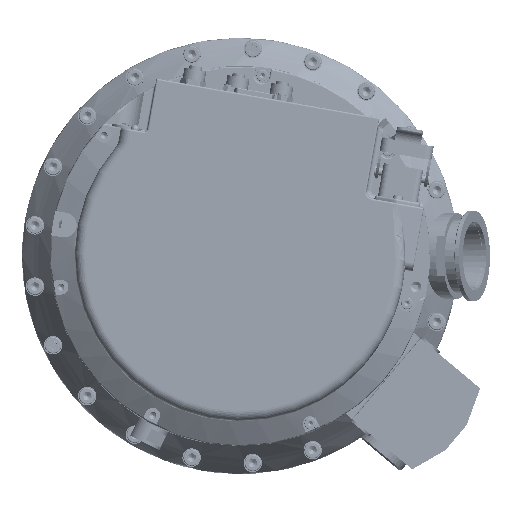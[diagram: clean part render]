
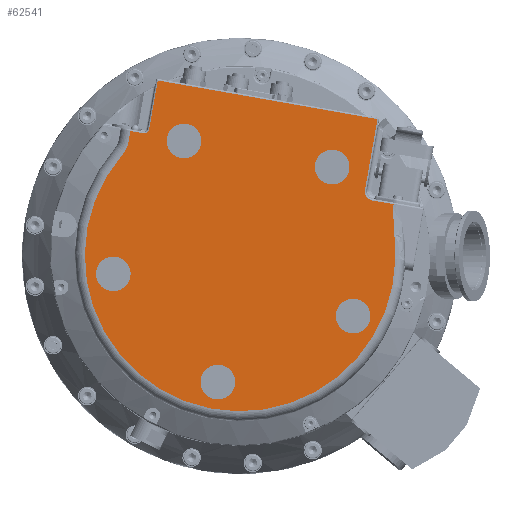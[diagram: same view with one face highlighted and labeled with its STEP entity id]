
A CAD part, front view. The second image highlights one B-rep face of the part: STEP entity #62541.
In plain terms, the highlighted planar face has unit normal (0, -1, 0).
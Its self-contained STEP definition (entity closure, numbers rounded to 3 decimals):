
#793=FACE_BOUND('',#7215,.T.);
#794=FACE_BOUND('',#7216,.T.);
#795=FACE_BOUND('',#7217,.T.);
#796=FACE_BOUND('',#7218,.T.);
#797=FACE_BOUND('',#7219,.T.);
#3509=FACE_OUTER_BOUND('',#7214,.T.);
#7214=EDGE_LOOP('',(#41386,#41387,#41388,#41389,#41390,#41391,#41392,#41393,
#41394,#41395,#41396));
#7215=EDGE_LOOP('',(#41397));
#7216=EDGE_LOOP('',(#41398));
#7217=EDGE_LOOP('',(#41399));
#7218=EDGE_LOOP('',(#41400));
#7219=EDGE_LOOP('',(#41401));
#11197=B_SPLINE_CURVE_WITH_KNOTS('',3,(#98158,#98159,#98160,#98161,#98162,
#98163,#98164,#98165,#98166,#98167),.UNSPECIFIED.,.F.,.F.,(4,2,2,2,4),(0.,
0.5,0.75,0.875,1.),.UNSPECIFIED.);
#12887=LINE('',#97650,#17219);
#12913=LINE('',#98093,#17245);
#12918=LINE('',#98183,#17250);
#12919=LINE('',#98192,#17251);
#13004=LINE('',#99151,#17336);
#13005=LINE('',#99160,#17337);
#17219=VECTOR('',#73850,135.);
#17245=VECTOR('',#73956,6.699);
#17250=VECTOR('',#73985,8.);
#17251=VECTOR('',#73998,30.);
#17336=VECTOR('',#74415,43.5);
#17337=VECTOR('',#74428,13.07);
#21507=CIRCLE('',#66616,16.);
#21510=CIRCLE('',#66620,94.);
#21515=CIRCLE('',#66630,3.);
#21541=CIRCLE('',#66676,10.5);
#21543=CIRCLE('',#66680,10.5);
#21545=CIRCLE('',#66684,10.5);
#21547=CIRCLE('',#66688,10.5);
#21551=CIRCLE('',#66696,10.5);
#21604=CIRCLE('',#66802,5.5);
#24822=VERTEX_POINT('',#97643);
#24824=VERTEX_POINT('',#97648);
#24862=VERTEX_POINT('',#98082);
#24866=VERTEX_POINT('',#98091);
#24868=VERTEX_POINT('',#98097);
#24870=VERTEX_POINT('',#98103);
#24871=VERTEX_POINT('',#98149);
#24876=VERTEX_POINT('',#98182);
#24877=VERTEX_POINT('',#98186);
#24909=VERTEX_POINT('',#98508);
#24911=VERTEX_POINT('',#98515);
#24913=VERTEX_POINT('',#98522);
#24915=VERTEX_POINT('',#98529);
#24919=VERTEX_POINT('',#98543);
#24992=VERTEX_POINT('',#99150);
#24993=VERTEX_POINT('',#99154);
#31061=EDGE_CURVE('',#24822,#24824,#12887,.T.);
#31120=EDGE_CURVE('',#24862,#24866,#12913,.T.);
#31123=EDGE_CURVE('',#24866,#24868,#21507,.T.);
#31126=EDGE_CURVE('',#24868,#24870,#21510,.T.);
#31129=EDGE_CURVE('',#24870,#24871,#11197,.T.);
#31136=EDGE_CURVE('',#24876,#24862,#12918,.T.);
#31140=EDGE_CURVE('',#24877,#24876,#21515,.T.);
#31141=EDGE_CURVE('',#24824,#24877,#12919,.T.);
#31195=EDGE_CURVE('',#24909,#24909,#21541,.T.);
#31198=EDGE_CURVE('',#24911,#24911,#21543,.T.);
#31201=EDGE_CURVE('',#24913,#24913,#21545,.T.);
#31204=EDGE_CURVE('',#24915,#24915,#21547,.T.);
#31210=EDGE_CURVE('',#24919,#24919,#21551,.T.);
#31338=EDGE_CURVE('',#24992,#24822,#13004,.T.);
#31342=EDGE_CURVE('',#24993,#24992,#21604,.T.);
#31343=EDGE_CURVE('',#24871,#24993,#13005,.T.);
#41386=ORIENTED_EDGE('',*,*,#31338,.T.);
#41387=ORIENTED_EDGE('',*,*,#31061,.T.);
#41388=ORIENTED_EDGE('',*,*,#31141,.T.);
#41389=ORIENTED_EDGE('',*,*,#31140,.T.);
#41390=ORIENTED_EDGE('',*,*,#31136,.T.);
#41391=ORIENTED_EDGE('',*,*,#31120,.T.);
#41392=ORIENTED_EDGE('',*,*,#31123,.T.);
#41393=ORIENTED_EDGE('',*,*,#31126,.T.);
#41394=ORIENTED_EDGE('',*,*,#31129,.T.);
#41395=ORIENTED_EDGE('',*,*,#31343,.T.);
#41396=ORIENTED_EDGE('',*,*,#31342,.T.);
#41397=ORIENTED_EDGE('',*,*,#31195,.F.);
#41398=ORIENTED_EDGE('',*,*,#31198,.F.);
#41399=ORIENTED_EDGE('',*,*,#31201,.F.);
#41400=ORIENTED_EDGE('',*,*,#31204,.F.);
#41401=ORIENTED_EDGE('',*,*,#31210,.F.);
#56803=PLANE('',#66866);
#62541=ADVANCED_FACE('',(#3509,#793,#794,#795,#796,#797),#56803,.T.);
#66616=AXIS2_PLACEMENT_3D('',#98099,#73962,#73963);
#66620=AXIS2_PLACEMENT_3D('',#98105,#73970,#73971);
#66630=AXIS2_PLACEMENT_3D('',#98190,#73994,#73995);
#66676=AXIS2_PLACEMENT_3D('',#98510,#74107,#74108);
#66680=AXIS2_PLACEMENT_3D('',#98517,#74116,#74117);
#66684=AXIS2_PLACEMENT_3D('',#98524,#74125,#74126);
#66688=AXIS2_PLACEMENT_3D('',#98531,#74134,#74135);
#66696=AXIS2_PLACEMENT_3D('',#98545,#74152,#74153);
#66802=AXIS2_PLACEMENT_3D('',#99158,#74424,#74425);
#66866=AXIS2_PLACEMENT_3D('',#99488,#74597,#74598);
#73850=DIRECTION('',(-0.985,0.,0.174));
#73956=DIRECTION('',(-0.174,0.,-0.985));
#73962=DIRECTION('center_axis',(0.,1.,0.));
#73963=DIRECTION('ref_axis',(-0.985,0.,0.174));
#73970=DIRECTION('center_axis',(0.,-1.,0.));
#73971=DIRECTION('ref_axis',(-0.985,0.,0.174));
#73985=DIRECTION('',(-0.985,0.,0.174));
#73994=DIRECTION('center_axis',(0.,1.,0.));
#73995=DIRECTION('ref_axis',(-0.985,0.,0.174));
#73998=DIRECTION('',(-0.174,0.,-0.985));
#74107=DIRECTION('center_axis',(0.,-1.,0.));
#74108=DIRECTION('ref_axis',(-0.985,0.,0.174));
#74116=DIRECTION('center_axis',(0.,-1.,0.));
#74117=DIRECTION('ref_axis',(-0.985,0.,0.174));
#74125=DIRECTION('center_axis',(0.,-1.,0.));
#74126=DIRECTION('ref_axis',(-0.985,0.,0.174));
#74134=DIRECTION('center_axis',(0.,-1.,0.));
#74135=DIRECTION('ref_axis',(-0.985,0.,0.174));
#74152=DIRECTION('center_axis',(0.,-1.,0.));
#74153=DIRECTION('ref_axis',(-0.985,0.,0.174));
#74415=DIRECTION('',(0.174,0.,0.985));
#74424=DIRECTION('center_axis',(0.,1.,0.));
#74425=DIRECTION('ref_axis',(-0.985,0.,0.174));
#74428=DIRECTION('',(-0.985,0.,0.174));
#74597=DIRECTION('center_axis',(0.,-1.,0.));
#74598=DIRECTION('ref_axis',(0.,0.,
-1.));
#97643=CARTESIAN_POINT('',(83.145,-66.5,82.82));
#97648=CARTESIAN_POINT('',(-49.804,-66.5,106.263));
#97650=CARTESIAN_POINT('',(83.145,-66.5,82.82));
#98082=CARTESIAN_POINT('',(-66.368,-66.5,75.674));
#98091=CARTESIAN_POINT('',(-67.531,-66.5,69.077));
#98093=CARTESIAN_POINT('',(-66.368,-66.5,75.674));
#98097=CARTESIAN_POINT('',(-71.173,-66.5,61.403));
#98099=CARTESIAN_POINT('Origin',(-83.288,-66.5,71.855));
#98103=CARTESIAN_POINT('',(93.978,-66.5,-2.033));
#98105=CARTESIAN_POINT('Origin',(0.,-66.5,0.));
#98149=CARTESIAN_POINT('',(92.924,-66.5,31.34));
#98158=CARTESIAN_POINT('Ctrl Pts',(93.978,-66.5,-2.033));
#98159=CARTESIAN_POINT('Ctrl Pts',(94.099,-66.5,3.552));
#98160=CARTESIAN_POINT('Ctrl Pts',(93.753,-66.5,9.128));
#98161=CARTESIAN_POINT('Ctrl Pts',(93.036,-66.5,17.466));
#98162=CARTESIAN_POINT('Ctrl Pts',(92.762,-66.5,20.244));
#98163=CARTESIAN_POINT('Ctrl Pts',(92.493,-66.5,24.419));
#98164=CARTESIAN_POINT('Ctrl Pts',(92.427,-66.5,25.815));
#98165=CARTESIAN_POINT('Ctrl Pts',(92.455,-66.5,28.593));
#98166=CARTESIAN_POINT('Ctrl Pts',(92.503,-66.5,29.98));
#98167=CARTESIAN_POINT('Ctrl Pts',(92.924,-66.5,31.34));
#98182=CARTESIAN_POINT('',(-58.489,-66.5,74.285));
#98183=CARTESIAN_POINT('',(-58.489,-66.5,74.285));
#98186=CARTESIAN_POINT('',(-55.014,-66.5,76.719));
#98190=CARTESIAN_POINT('Origin',(-57.968,-66.5,77.24));
#98192=CARTESIAN_POINT('',(-49.804,-66.5,106.263));
#98508=CARTESIAN_POINT('',(-75.284,-66.5,-21.184));
#98510=CARTESIAN_POINT('Origin',(-76.746,-66.5,-10.786));
#98515=CARTESIAN_POINT('',(-43.411,-66.5,65.054));
#98517=CARTESIAN_POINT('Origin',(-33.974,-66.5,69.657));
#98522=CARTESIAN_POINT('',(48.455,-66.5,61.389));
#98524=CARTESIAN_POINT('Origin',(55.749,-66.5,53.836));
#98529=CARTESIAN_POINT('',(73.358,-66.5,-27.113));
#98531=CARTESIAN_POINT('Origin',(68.428,-66.5,-36.384));
#98543=CARTESIAN_POINT('',(-3.117,-66.5,-78.146));
#98545=CARTESIAN_POINT('Origin',(-13.458,-66.5,-76.323));
#99150=CARTESIAN_POINT('',(75.591,-66.5,39.981));
#99151=CARTESIAN_POINT('',(75.591,-66.5,39.981));
#99154=CARTESIAN_POINT('',(80.052,-66.5,33.61));
#99158=CARTESIAN_POINT('Origin',(81.007,-66.5,39.026));
#99160=CARTESIAN_POINT('',(92.924,-66.5,31.34));
#99488=CARTESIAN_POINT('Origin',(-50.615,-66.5,107.421));
